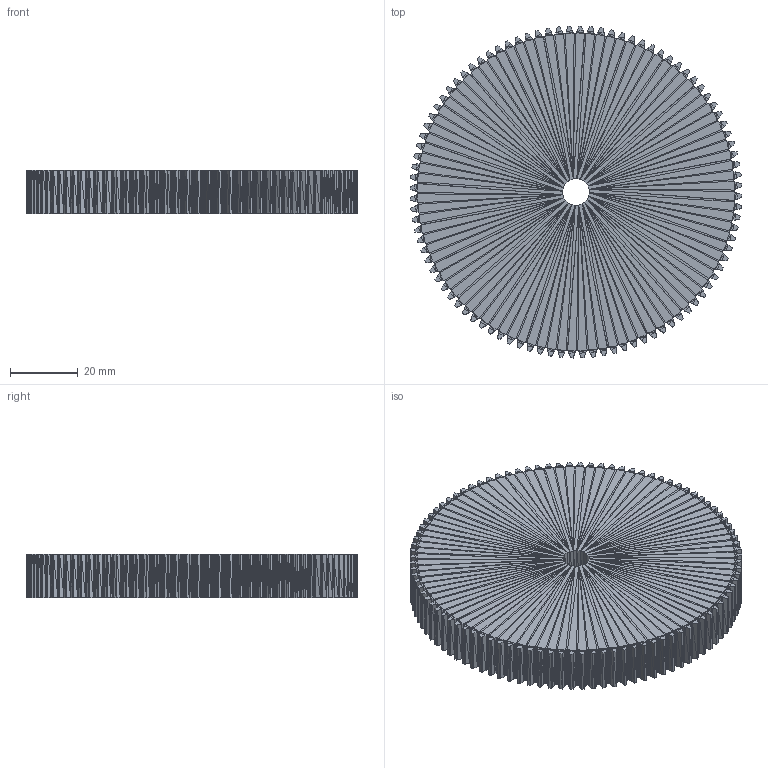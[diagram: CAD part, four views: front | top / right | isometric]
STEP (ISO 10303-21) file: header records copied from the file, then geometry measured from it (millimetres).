
FILE_DESCRIPTION(('HOOPS Exchange Step'),'2;1');
FILE_NAME('2b8e98bdef7d847433719b4d6049d39620200328-3349-1f7ofst.SLDASM.step','2020-03-28T05:21:13+00:00',('converter2'),('Unknown organisation'),'HOOPS Exchange 2019.2','HOOPS Exchange','Unknown authorisation');
FILE_SCHEMA( ('AUTOMOTIVE_DESIGN { 1 0 10303 214 1 1 1 1 }') );
Length unit declared in the file: inch
Products named in the file (4): cam_geared_m1n96-1; m1n96-2; Default; 2b8e98bdef7d847433719b4d6049d39620200328-3349-1f7ofst
Assembly tree (3 placements, depth 3):
  2b8e98bdef7d847433719b4d6049d39620200328-3349-1f7ofst
    Default
      cam_geared_m1n96-1
      m1n96-2
Bounding box: 97.99 x 97.99 x 12.7 mm (x, y, z)
Surface area: 22174.4 mm2 (no closed solid volume)
Topology: 0 solids, 1 shells, 4915 faces, 9657 edges, 4690 vertices
Faces by surface type: plane 4915
Entity records: 44121 total; most frequent: DIRECTION 9844, CARTESIAN_POINT 9612, AXIS2_PLACEMENT_3D 4922, PLANE 4915, POLY_LOOP 4915, FACE_OUTER_BOUND 4915, FACE_SURFACE 4915, DIMENSIONAL_EXPONENTS 8
